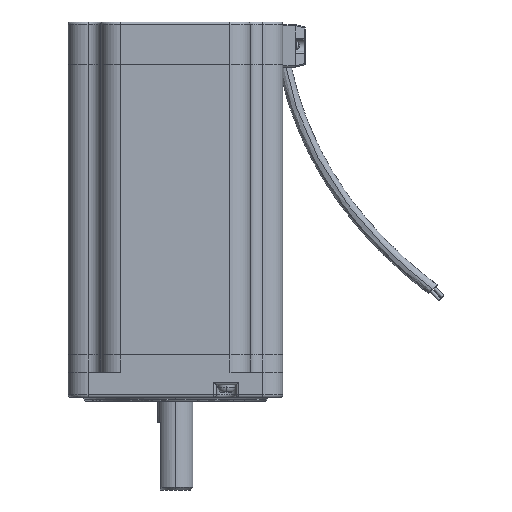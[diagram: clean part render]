
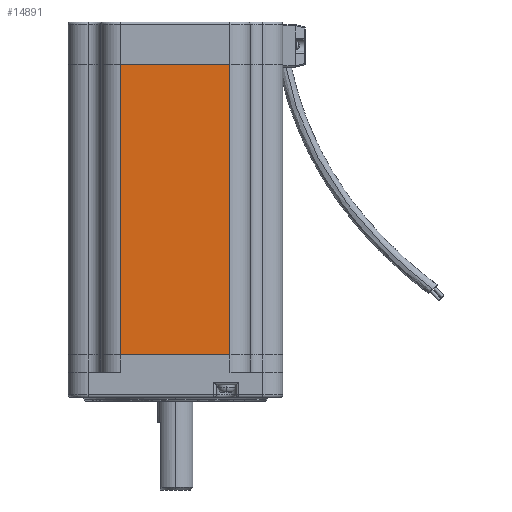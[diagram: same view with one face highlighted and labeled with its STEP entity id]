
A CAD part, left-side view. The second image highlights one B-rep face of the part: STEP entity #14891.
In plain terms, the highlighted planar face has unit normal (-1, 0, 0).
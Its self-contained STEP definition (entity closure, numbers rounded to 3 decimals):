
#45 = VERTEX_POINT ( 'NONE', #22782 ) ;
#512 = EDGE_LOOP ( 'NONE', ( #6874, #7586, #19641, #18431 ) ) ;
#559 = CARTESIAN_POINT ( 'NONE',  ( -42.9, 21.8, 150. ) ) ;
#1599 = CARTESIAN_POINT ( 'NONE',  ( -42.9, -42.9, 17.01 ) ) ;
#3203 = CARTESIAN_POINT ( 'NONE',  ( -42.9, -21.8, 150. ) ) ;
#3433 = CARTESIAN_POINT ( 'NONE',  ( -42.9, -42.9, 150. ) ) ;
#3805 = FACE_OUTER_BOUND ( 'NONE', #512, .T. ) ;
#4279 = CARTESIAN_POINT ( 'NONE',  ( -42.9, -21.8, 17.01 ) ) ;
#4611 = VECTOR ( 'NONE', #23370, 1000. ) ;
#5334 = DIRECTION ( 'NONE',  ( 0., 0., -1. ) ) ;
#6098 = CARTESIAN_POINT ( 'NONE',  ( -42.9, 21.8, 132.99 ) ) ;
#6171 = EDGE_CURVE ( 'NONE', #23547, #10152, #14688, .T. ) ;
#6874 = ORIENTED_EDGE ( 'NONE', *, *, #8136, .F. ) ;
#7326 = DIRECTION ( 'NONE',  ( 0., 1., 0. ) ) ;
#7586 = ORIENTED_EDGE ( 'NONE', *, *, #13522, .F. ) ;
#8136 = EDGE_CURVE ( 'NONE', #17870, #45, #21895, .T. ) ;
#9923 = CARTESIAN_POINT ( 'NONE',  ( -42.9, -21.8, 132.99 ) ) ;
#10152 = VERTEX_POINT ( 'NONE', #9923 ) ;
#10183 = LINE ( 'NONE', #559, #24053 ) ;
#10953 = DIRECTION ( 'NONE',  ( 0., 0., 1. ) ) ;
#12531 = VECTOR ( 'NONE', #22108, 1000. ) ;
#13133 = LINE ( 'NONE', #3203, #12531 ) ;
#13522 = EDGE_CURVE ( 'NONE', #10152, #17870, #13133, .T. ) ;
#13860 = CARTESIAN_POINT ( 'NONE',  ( -42.9, -34.8, 132.99 ) ) ;
#14688 = LINE ( 'NONE', #13860, #4611 ) ;
#14891 = ADVANCED_FACE ( 'NONE', ( #3805 ), #20432, .F. ) ;
#15668 = VECTOR ( 'NONE', #7326, 1000. ) ;
#16706 = DIRECTION ( 'NONE',  ( 1., 0., 0. ) ) ;
#17870 = VERTEX_POINT ( 'NONE', #4279 ) ;
#18431 = ORIENTED_EDGE ( 'NONE', *, *, #22190, .F. ) ;
#19466 = AXIS2_PLACEMENT_3D ( 'NONE', #3433, #16706, #5334 ) ;
#19641 = ORIENTED_EDGE ( 'NONE', *, *, #6171, .F. ) ;
#20432 = PLANE ( 'NONE',  #19466 ) ;
#21895 = LINE ( 'NONE', #1599, #15668 ) ;
#22108 = DIRECTION ( 'NONE',  ( 0., 0., -1. ) ) ;
#22190 = EDGE_CURVE ( 'NONE', #45, #23547, #10183, .T. ) ;
#22782 = CARTESIAN_POINT ( 'NONE',  ( -42.9, 21.8, 17.01 ) ) ;
#23370 = DIRECTION ( 'NONE',  ( 0., -1., 0. ) ) ;
#23547 = VERTEX_POINT ( 'NONE', #6098 ) ;
#24053 = VECTOR ( 'NONE', #10953, 1000. ) ;
